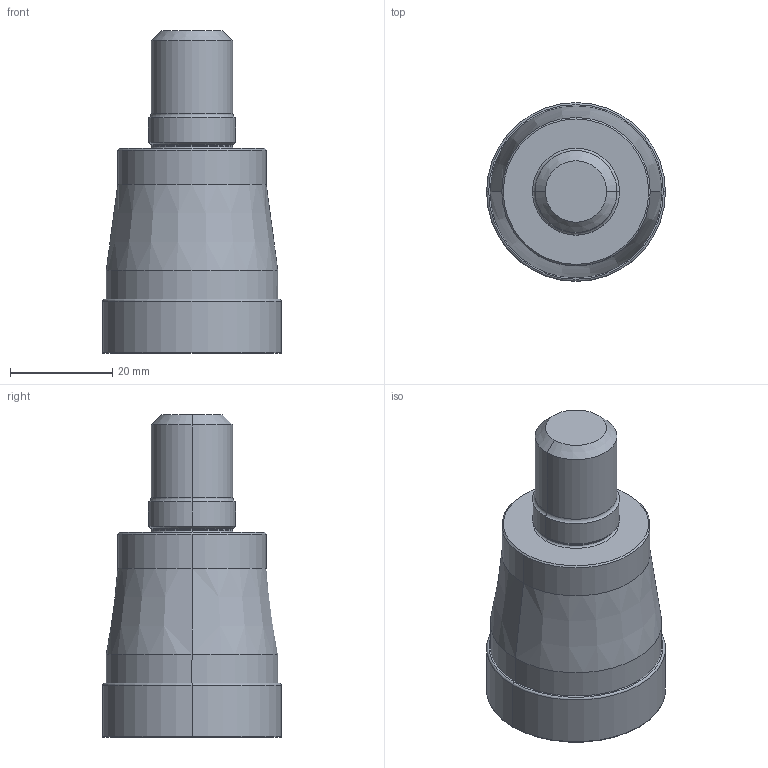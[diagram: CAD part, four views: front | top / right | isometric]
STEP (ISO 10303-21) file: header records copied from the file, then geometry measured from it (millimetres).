
FILE_DESCRIPTION(/* description */ (''),/* implementation_level */ '2;1');
FILE_NAME(/* name */ 'APX3000UR225AM16A40_IR0_008.stp',/* time_stamp */ '2021-09-08T11:45:39+09:00',/* author */ (''),/* organization */ (''),/* preprocessor_version */ 'ST-DEVELOPER v16',/* originating_system */ 'SIEMENS PLM Software NX 10.0',/* authorisation */ '');
FILE_SCHEMA (('AUTOMOTIVE_DESIGN { 1 0 10303 214 3 1 1 1 }'));
Length unit declared in the file: millimetre
Products named in the file (1): APX3000UR225AM16A40_IR0_008_ASM
Bounding box: 34.92 x 34.92 x 63 mm (x, y, z)
Volume: 41810.5 mm3; surface area: 9649.7 mm2
Topology: 2 solids, 2 shells, 123 faces, 304 edges, 233 vertices
Faces by surface type: revolution 58, cone 22, torus 22, cylinder 14, plane 7
Entity records: 4662 total; most frequent: CARTESIAN_POINT 1644, DIRECTION 595, ORIENTED_EDGE 524, EDGE_CURVE 262, AXIS2_PLACEMENT_3D 246, CIRCLE 170, B_SPLINE_CURVE_WITH_KNOTS 147, VERTEX_POINT 146
